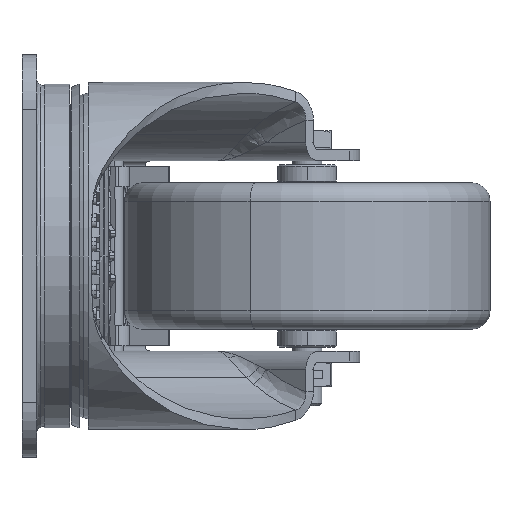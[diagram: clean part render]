
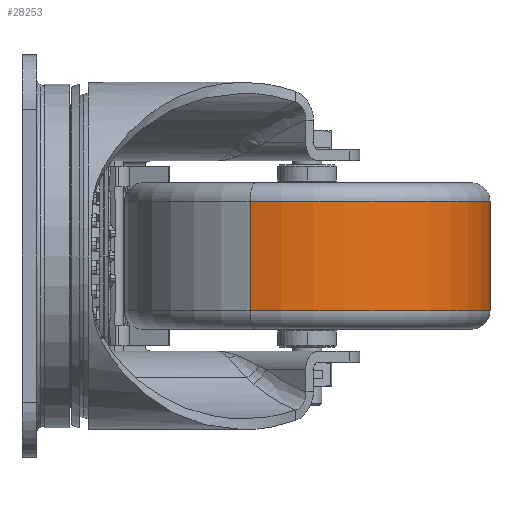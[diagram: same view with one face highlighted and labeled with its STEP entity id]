
A CAD part, left-side view. The second image highlights one B-rep face of the part: STEP entity #28253.
In plain terms, the highlighted cylindrical face has radius 50 mm (diameter 100 mm), a partial arc.
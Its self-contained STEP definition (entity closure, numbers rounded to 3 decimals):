
#1135 = VERTEX_POINT ( 'NONE', #63575 ) ;
#2935 = DIRECTION ( 'NONE',  ( 0., 0., 1. ) ) ;
#4502 = CARTESIAN_POINT ( 'NONE',  ( 92.489, -93.646, -15. ) ) ;
#6377 = CARTESIAN_POINT ( 'NONE',  ( 92.489, -93.646, 40.585 ) ) ;
#8666 = CYLINDRICAL_SURFACE ( 'NONE', #51309, 50. ) ;
#10939 = CIRCLE ( 'NONE', #23932, 50. ) ;
#11465 = DIRECTION ( 'NONE',  ( 0., 0., 1. ) ) ;
#11924 = CARTESIAN_POINT ( 'NONE',  ( -2.489, -62.354, 15. ) ) ;
#13994 = VECTOR ( 'NONE', #22475, 1000. ) ;
#14673 = CARTESIAN_POINT ( 'NONE',  ( 92.489, -93.646, 15. ) ) ;
#15935 = EDGE_CURVE ( 'NONE', #58757, #63541, #19116, .T. ) ;
#16606 = ORIENTED_EDGE ( 'NONE', *, *, #60105, .T. ) ;
#17171 = ORIENTED_EDGE ( 'NONE', *, *, #25649, .F. ) ;
#17331 = CARTESIAN_POINT ( 'NONE',  ( 45., -78., -15. ) ) ;
#17355 = VERTEX_POINT ( 'NONE', #4502 ) ;
#18525 = AXIS2_PLACEMENT_3D ( 'NONE', #55624, #25598, #60627 ) ;
#19116 = CIRCLE ( 'NONE', #18525, 50. ) ;
#19658 = FACE_OUTER_BOUND ( 'NONE', #27697, .T. ) ;
#22350 = DIRECTION ( 'NONE',  ( 0.95, -0.313, 0. ) ) ;
#22475 = DIRECTION ( 'NONE',  ( 0., 0., 1. ) ) ;
#23932 = AXIS2_PLACEMENT_3D ( 'NONE', #17331, #52393, #22350 ) ;
#25598 = DIRECTION ( 'NONE',  ( 0., 0., -1. ) ) ;
#25649 = EDGE_CURVE ( 'NONE', #1135, #63541, #52415, .T. ) ;
#27697 = EDGE_LOOP ( 'NONE', ( #17171, #53048, #16606, #40298 ) ) ;
#28253 = ADVANCED_FACE ( 'NONE', ( #19658 ), #8666, .T. ) ;
#32926 = EDGE_CURVE ( 'NONE', #1135, #17355, #10939, .T. ) ;
#37086 = LINE ( 'NONE', #6377, #60620 ) ;
#40298 = ORIENTED_EDGE ( 'NONE', *, *, #15935, .T. ) ;
#51309 = AXIS2_PLACEMENT_3D ( 'NONE', #62964, #2935, #58168 ) ;
#52393 = DIRECTION ( 'NONE',  ( 0., 0., 1. ) ) ;
#52415 = LINE ( 'NONE', #52717, #13994 ) ;
#52717 = CARTESIAN_POINT ( 'NONE',  ( -2.489, -62.354, 40.585 ) ) ;
#53048 = ORIENTED_EDGE ( 'NONE', *, *, #32926, .T. ) ;
#55624 = CARTESIAN_POINT ( 'NONE',  ( 45., -78., 15. ) ) ;
#58168 = DIRECTION ( 'NONE',  ( 0.95, -0.313, 0. ) ) ;
#58757 = VERTEX_POINT ( 'NONE', #14673 ) ;
#60105 = EDGE_CURVE ( 'NONE', #17355, #58757, #37086, .T. ) ;
#60620 = VECTOR ( 'NONE', #11465, 1000. ) ;
#60627 = DIRECTION ( 'NONE',  ( -0.95, 0.313, 0. ) ) ;
#62964 = CARTESIAN_POINT ( 'NONE',  ( 45., -78., 40.585 ) ) ;
#63541 = VERTEX_POINT ( 'NONE', #11924 ) ;
#63575 = CARTESIAN_POINT ( 'NONE',  ( -2.489, -62.354, -15. ) ) ;
